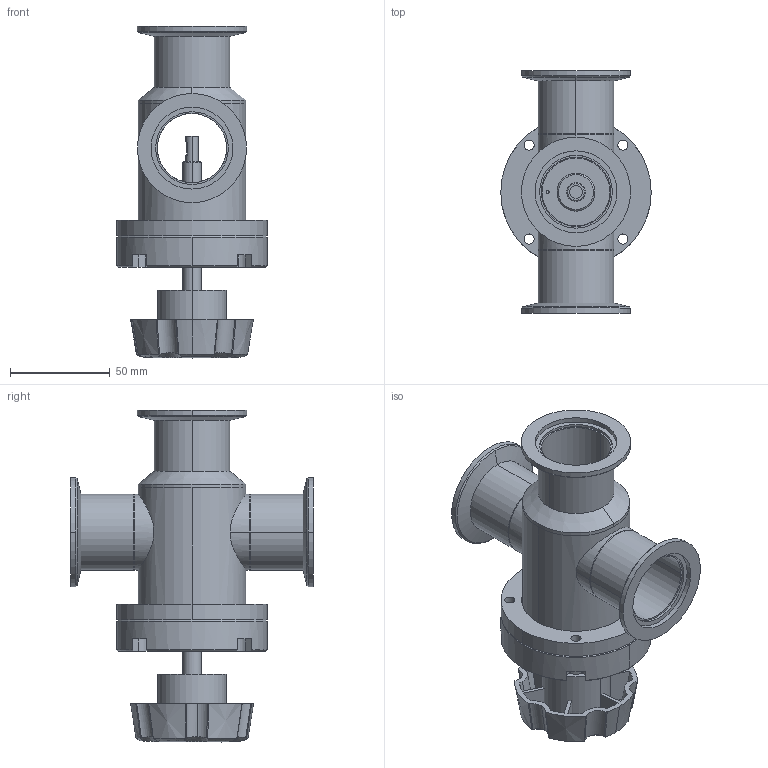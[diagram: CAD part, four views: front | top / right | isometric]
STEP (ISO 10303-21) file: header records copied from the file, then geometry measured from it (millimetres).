
FILE_DESCRIPTION (( 'STEP AP214' ), '1' );
FILE_NAME ('T-1500-H-NW40_TEE_VALVE_MANUAL.STEP', '2020-04-29T06:25:58', ( 'admin' ), ( 'Microsoft' ), 'SwSTEP 2.0', 'SolidWorks 2016', '' );
FILE_SCHEMA (( 'AUTOMOTIVE_DESIGN' ));
Length unit declared in the file: inch
Products named in the file (1): T-1500-H-NW40_TEE_VALVE_MANUAL
Bounding box: 75.56 x 121.92 x 166.81 mm (x, y, z)
Volume: 176639.8 mm3; surface area: 108414.1 mm2
Topology: 14 solids, 14 shells, 344 faces, 873 edges, 576 vertices
Faces by surface type: cylinder 151, plane 97, cone 79, bspline 16, sphere 1
Entity records: 12530 total; most frequent: CARTESIAN_POINT 4077, ORIENTED_EDGE 1746, DIRECTION 1685, EDGE_CURVE 873, AXIS2_PLACEMENT_3D 692, VERTEX_POINT 576, EDGE_LOOP 407, CIRCLE 363
